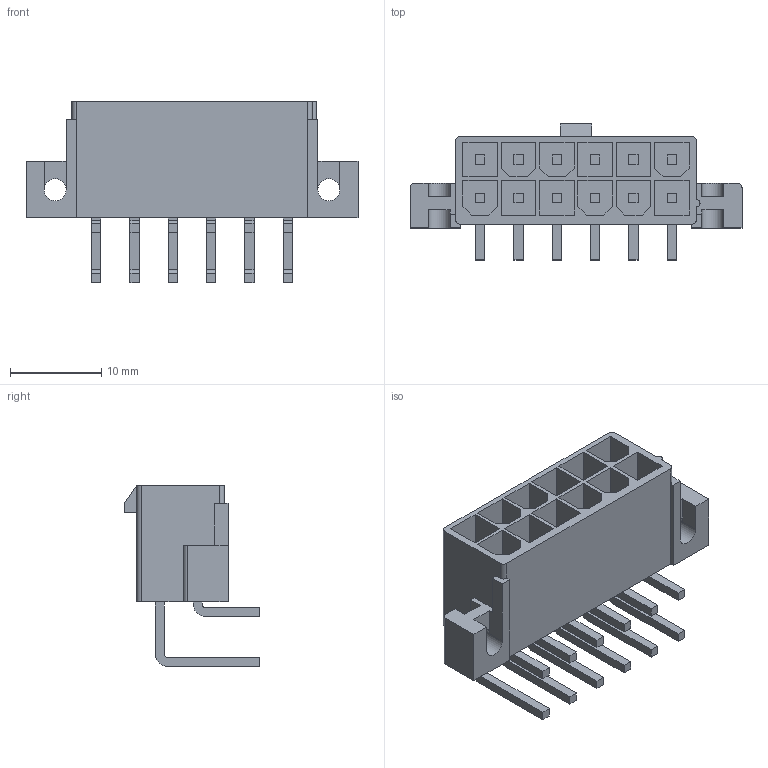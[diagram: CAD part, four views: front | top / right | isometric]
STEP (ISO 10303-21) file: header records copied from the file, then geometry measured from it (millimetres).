
FILE_DESCRIPTION((''),'2;1');
FILE_NAME('039291128','2011-05-13T',('gb'),(''),'PRO/ENGINEER BY PARAMETRIC TECHNOLOGY CORPORATION, 2003451','PRO/ENGINEER BY PARAMETRIC TECHNOLOGY CORPORATION, 2003451','');
FILE_SCHEMA(('CONFIG_CONTROL_DESIGN'));
Length unit declared in the file: millimetre
Products named in the file (1): 039291128
Bounding box: 36.4 x 14.9 x 19.9 mm (x, y, z)
Volume: 2145.6 mm3; surface area: 4077.6 mm2
Topology: 1 solids, 1 shells, 289 faces, 783 edges, 530 vertices
Faces by surface type: plane 254, cylinder 35
Entity records: 9000 total; most frequent: CARTESIAN_POINT 1572, ORIENTED_EDGE 1506, DIRECTION 1463, EDGE_CURVE 753, VECTOR 685, LINE 685, VERTEX_POINT 498, AXIS2_PLACEMENT_3D 389
